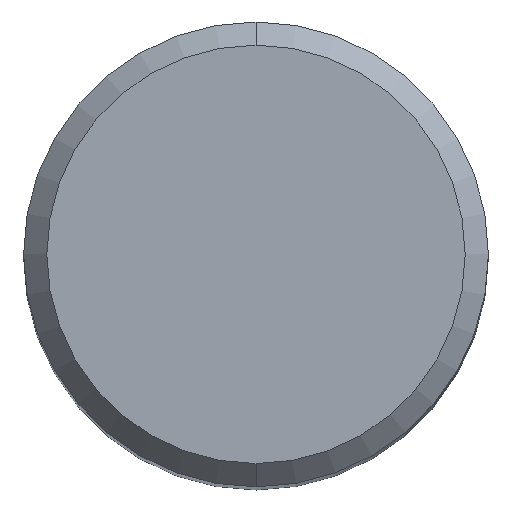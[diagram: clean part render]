
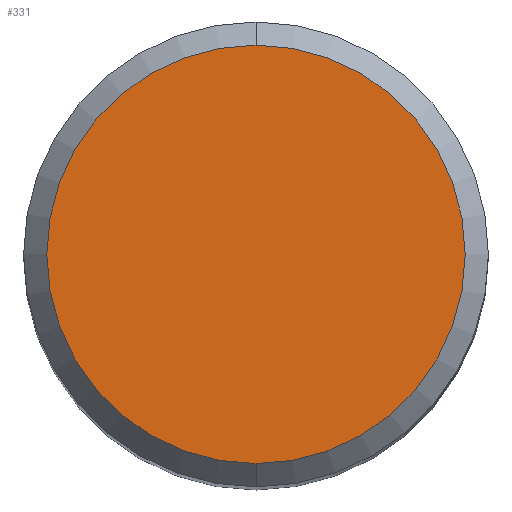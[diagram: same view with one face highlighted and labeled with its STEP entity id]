
A CAD part, top view. The second image highlights one B-rep face of the part: STEP entity #331.
In plain terms, the highlighted planar face has unit normal (0, 0, 1).
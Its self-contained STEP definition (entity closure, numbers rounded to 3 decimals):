
#201=VERTEX_POINT('',#511);
#245=EDGE_CURVE('',#201,#297,#557,.T.);
#297=VERTEX_POINT('',#615);
#331=ADVANCED_FACE('',(#651),#652,.T.);
#355=EDGE_CURVE('',#297,#201,#681,.T.);
#511=CARTESIAN_POINT('',(0.,-7.2,0.0));
#557=CIRCLE('',#980,7.2);
#615=CARTESIAN_POINT('',(0.0,7.2,0.0));
#651=FACE_OUTER_BOUND('',#1167,.T.);
#652=PLANE('',#1168);
#681=CIRCLE('',#1225,7.2);
#980=AXIS2_PLACEMENT_3D('',#1584,#1585,#1586);
#1167=EDGE_LOOP('',(#1696,#1697));
#1168=AXIS2_PLACEMENT_3D('',#1698,#1699,#1700);
#1225=AXIS2_PLACEMENT_3D('',#1742,#1743,#1744);
#1584=CARTESIAN_POINT('',(0.0,0.0,0.0));
#1585=DIRECTION('',(0.0,0.0,-1.0));
#1586=DIRECTION('',(0.0,1.0,0.0));
#1696=ORIENTED_EDGE('',*,*,#355,.F.);
#1697=ORIENTED_EDGE('',*,*,#245,.F.);
#1698=CARTESIAN_POINT('',(0.0,3.6,0.0));
#1699=DIRECTION('',(-0.0,0.0,1.0));
#1700=DIRECTION('',(0.0,-1.0,0.0));
#1742=CARTESIAN_POINT('',(0.0,0.0,0.0));
#1743=DIRECTION('',(0.0,0.0,-1.0));
#1744=DIRECTION('',(0.0,1.0,0.0));
